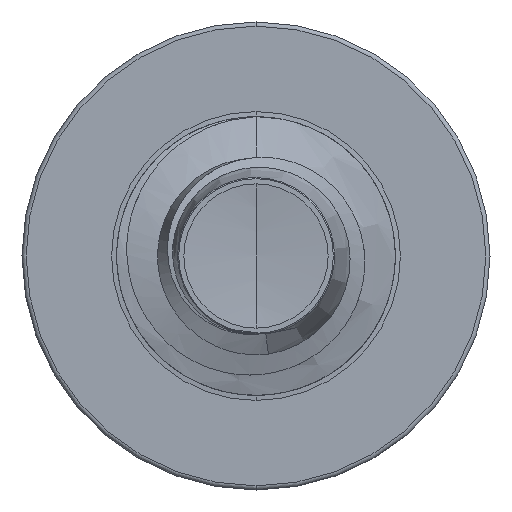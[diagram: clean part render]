
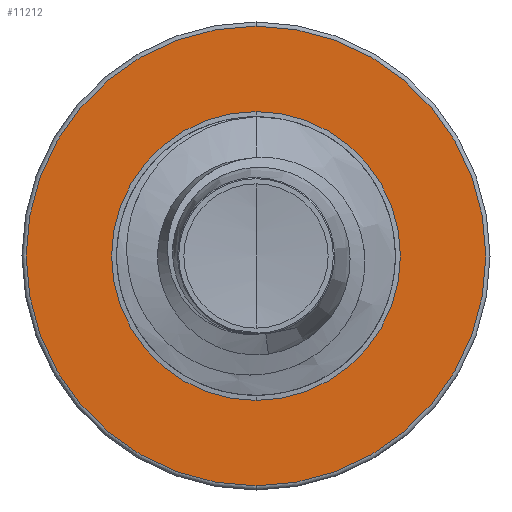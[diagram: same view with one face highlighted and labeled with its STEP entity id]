
A CAD part, front view. The second image highlights one B-rep face of the part: STEP entity #11212.
In plain terms, the highlighted planar face has unit normal (0, -1, 0).
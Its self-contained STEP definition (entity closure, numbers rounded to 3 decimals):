
#513 = CIRCLE ( 'NONE', #2649, 1.296 ) ;
#896 = DIRECTION ( 'NONE',  ( 0., 0., 1. ) ) ;
#2649 = AXIS2_PLACEMENT_3D ( 'NONE', #11576, #3837, #12731 ) ;
#3662 = PLANE ( 'NONE',  #9482 ) ;
#3673 = DIRECTION ( 'NONE',  ( 0., 1., 0. ) ) ;
#3803 = CARTESIAN_POINT ( 'NONE',  ( 0., 9., 1.296 ) ) ;
#3837 = DIRECTION ( 'NONE',  ( 0., 1., 0. ) ) ;
#4152 = AXIS2_PLACEMENT_3D ( 'NONE', #11435, #3673, #12601 ) ;
#5142 = CARTESIAN_POINT ( 'NONE',  ( 0., 9., 0. ) ) ;
#5669 = FACE_OUTER_BOUND ( 'NONE', #12477, .T. ) ;
#6175 = EDGE_LOOP ( 'NONE', ( #15351, #13265 ) ) ;
#6396 = CARTESIAN_POINT ( 'NONE',  ( 0., 9., -2.062 ) ) ;
#6508 = DIRECTION ( 'NONE',  ( 0., 0., 1. ) ) ;
#7381 = CARTESIAN_POINT ( 'NONE',  ( 0., 9., 0. ) ) ;
#7998 = CARTESIAN_POINT ( 'NONE',  ( 0., 9., 2.063 ) ) ;
#8687 = DIRECTION ( 'NONE',  ( 0., 0., 1. ) ) ;
#8798 = FACE_BOUND ( 'NONE', #6175, .T. ) ;
#9011 = DIRECTION ( 'NONE',  ( 0., 1., 0. ) ) ;
#9340 = EDGE_CURVE ( 'NONE', #12782, #12834, #513, .T. ) ;
#9482 = AXIS2_PLACEMENT_3D ( 'NONE', #13527, #9011, #896 ) ;
#9889 = VERTEX_POINT ( 'NONE', #7998 ) ;
#10255 = ORIENTED_EDGE ( 'NONE', *, *, #10778, .F. ) ;
#10778 = EDGE_CURVE ( 'NONE', #9889, #12673, #14868, .T. ) ;
#10798 = AXIS2_PLACEMENT_3D ( 'NONE', #5142, #13629, #6508 ) ;
#11212 = ADVANCED_FACE ( 'NONE', ( #5669, #8798 ), #3662, .F. ) ;
#11435 = CARTESIAN_POINT ( 'NONE',  ( 0., 9., 0. ) ) ;
#11576 = CARTESIAN_POINT ( 'NONE',  ( 0., 9., 0. ) ) ;
#11858 = CIRCLE ( 'NONE', #15153, 1.296 ) ;
#12477 = EDGE_LOOP ( 'NONE', ( #10255, #15310 ) ) ;
#12601 = DIRECTION ( 'NONE',  ( 0., 0., 1. ) ) ;
#12673 = VERTEX_POINT ( 'NONE', #6396 ) ;
#12731 = DIRECTION ( 'NONE',  ( 0., 0., 1. ) ) ;
#12782 = VERTEX_POINT ( 'NONE', #14435 ) ;
#12810 = EDGE_CURVE ( 'NONE', #12673, #9889, #12897, .T. ) ;
#12834 = VERTEX_POINT ( 'NONE', #3803 ) ;
#12897 = CIRCLE ( 'NONE', #10798, 2.063 ) ;
#13265 = ORIENTED_EDGE ( 'NONE', *, *, #9340, .T. ) ;
#13527 = CARTESIAN_POINT ( 'NONE',  ( 0., 9., -1.296 ) ) ;
#13629 = DIRECTION ( 'NONE',  ( 0., 1., 0. ) ) ;
#14435 = CARTESIAN_POINT ( 'NONE',  ( 0., 9., -1.296 ) ) ;
#14868 = CIRCLE ( 'NONE', #4152, 2.063 ) ;
#15119 = DIRECTION ( 'NONE',  ( 0., 1., 0. ) ) ;
#15153 = AXIS2_PLACEMENT_3D ( 'NONE', #7381, #15119, #8687 ) ;
#15310 = ORIENTED_EDGE ( 'NONE', *, *, #12810, .F. ) ;
#15351 = ORIENTED_EDGE ( 'NONE', *, *, #15367, .T. ) ;
#15367 = EDGE_CURVE ( 'NONE', #12834, #12782, #11858, .T. ) ;
